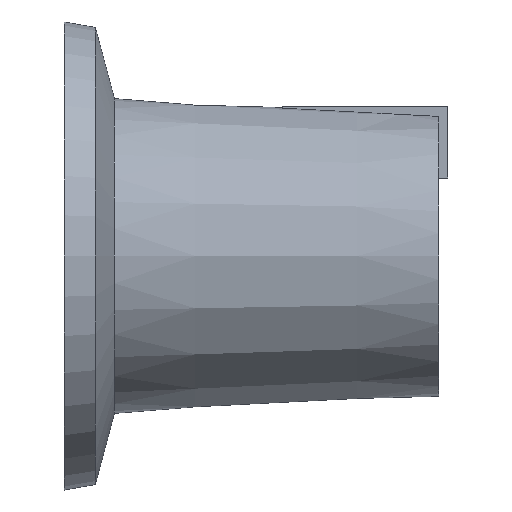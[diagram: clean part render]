
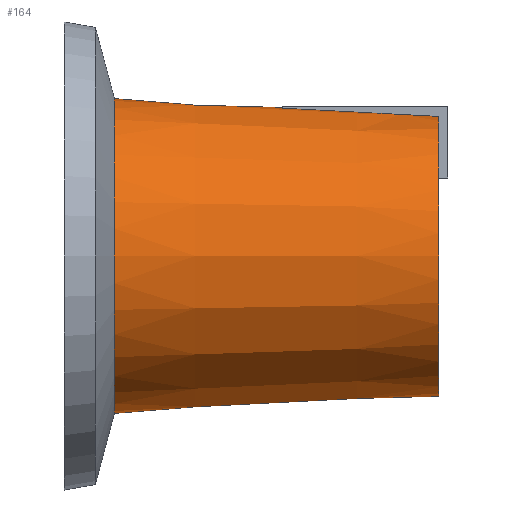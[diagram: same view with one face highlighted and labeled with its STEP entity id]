
A CAD part, left-side view. The second image highlights one B-rep face of the part: STEP entity #164.
In plain terms, the highlighted conical face has half-angle 3 degrees and reference radius 5.045 mm.
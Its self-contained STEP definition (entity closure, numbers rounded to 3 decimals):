
#97 = CONICAL_SURFACE('',#98,7.324,1.309);
#98 = AXIS2_PLACEMENT_3D('',#99,#100,#101);
#99 = CARTESIAN_POINT('',(0.,-1.,0.));
#100 = DIRECTION('',(0.,1.,0.));
#101 = DIRECTION('',(-1.,0.,0.));
#115 = VERTEX_POINT('',#116);
#116 = CARTESIAN_POINT('',(-5.044,-1.611,0.));
#137 = EDGE_CURVE('',#115,#115,#138,.T.);
#138 = SURFACE_CURVE('',#139,(#144,#151),.PCURVE_S1.);
#139 = CIRCLE('',#140,5.044);
#140 = AXIS2_PLACEMENT_3D('',#141,#142,#143);
#141 = CARTESIAN_POINT('',(0.,-1.611,0.));
#142 = DIRECTION('',(0.,1.,-0.));
#143 = DIRECTION('',(-1.,0.,0.));
#144 = PCURVE('',#97,#145);
#145 = DEFINITIONAL_REPRESENTATION('',(#146),#150);
#146 = LINE('',#147,#148);
#147 = CARTESIAN_POINT('',(0.,-0.611));
#148 = VECTOR('',#149,1.);
#149 = DIRECTION('',(1.,-0.));
#150 = ( GEOMETRIC_REPRESENTATION_CONTEXT(2) 
PARAMETRIC_REPRESENTATION_CONTEXT() REPRESENTATION_CONTEXT('2D SPACE',''
  ) );
#151 = PCURVE('',#152,#157);
#152 = CONICAL_SURFACE('',#153,5.044,0.052);
#153 = AXIS2_PLACEMENT_3D('',#154,#155,#156);
#154 = CARTESIAN_POINT('',(0.,-1.611,0.));
#155 = DIRECTION('',(0.,1.,0.));
#156 = DIRECTION('',(-1.,0.,0.));
#157 = DEFINITIONAL_REPRESENTATION('',(#158),#162);
#158 = LINE('',#159,#160);
#159 = CARTESIAN_POINT('',(0.,-0.));
#160 = VECTOR('',#161,1.);
#161 = DIRECTION('',(1.,-0.));
#162 = ( GEOMETRIC_REPRESENTATION_CONTEXT(2) 
PARAMETRIC_REPRESENTATION_CONTEXT() REPRESENTATION_CONTEXT('2D SPACE',''
  ) );
#164 = ADVANCED_FACE('',(#165),#152,.T.);
#165 = FACE_BOUND('',#166,.F.);
#166 = EDGE_LOOP('',(#167,#190,#191,#192,#221,#256,#289,#324));
#167 = ORIENTED_EDGE('',*,*,#168,.F.);
#168 = EDGE_CURVE('',#115,#169,#171,.T.);
#169 = VERTEX_POINT('',#170);
#170 = CARTESIAN_POINT('',(-4.5,-12.,0.));
#171 = SEAM_CURVE('',#172,(#176,#183),.PCURVE_S1.);
#172 = LINE('',#173,#174);
#173 = CARTESIAN_POINT('',(-5.044,-1.611,0.));
#174 = VECTOR('',#175,1.);
#175 = DIRECTION('',(0.052,-0.999,0.));
#176 = PCURVE('',#152,#177);
#177 = DEFINITIONAL_REPRESENTATION('',(#178),#182);
#178 = LINE('',#179,#180);
#179 = CARTESIAN_POINT('',(0.,-0.));
#180 = VECTOR('',#181,1.);
#181 = DIRECTION('',(0.,-1.));
#182 = ( GEOMETRIC_REPRESENTATION_CONTEXT(2) 
PARAMETRIC_REPRESENTATION_CONTEXT() REPRESENTATION_CONTEXT('2D SPACE',''
  ) );
#183 = PCURVE('',#152,#184);
#184 = DEFINITIONAL_REPRESENTATION('',(#185),#189);
#185 = LINE('',#186,#187);
#186 = CARTESIAN_POINT('',(6.283,-0.));
#187 = VECTOR('',#188,1.);
#188 = DIRECTION('',(0.,-1.));
#189 = ( GEOMETRIC_REPRESENTATION_CONTEXT(2) 
PARAMETRIC_REPRESENTATION_CONTEXT() REPRESENTATION_CONTEXT('2D SPACE',''
  ) );
#190 = ORIENTED_EDGE('',*,*,#137,.T.);
#191 = ORIENTED_EDGE('',*,*,#168,.T.);
#192 = ORIENTED_EDGE('',*,*,#193,.F.);
#193 = EDGE_CURVE('',#194,#169,#196,.T.);
#194 = VERTEX_POINT('',#195);
#195 = CARTESIAN_POINT('',(0.5,-12.,4.472));
#196 = SURFACE_CURVE('',#197,(#202,#209),.PCURVE_S1.);
#197 = CIRCLE('',#198,4.5);
#198 = AXIS2_PLACEMENT_3D('',#199,#200,#201);
#199 = CARTESIAN_POINT('',(0.,-12.,0.));
#200 = DIRECTION('',(0.,1.,-0.));
#201 = DIRECTION('',(-1.,0.,0.));
#202 = PCURVE('',#152,#203);
#203 = DEFINITIONAL_REPRESENTATION('',(#204),#208);
#204 = LINE('',#205,#206);
#205 = CARTESIAN_POINT('',(0.,-10.389));
#206 = VECTOR('',#207,1.);
#207 = DIRECTION('',(1.,-0.));
#208 = ( GEOMETRIC_REPRESENTATION_CONTEXT(2) 
PARAMETRIC_REPRESENTATION_CONTEXT() REPRESENTATION_CONTEXT('2D SPACE',''
  ) );
#209 = PCURVE('',#210,#215);
#210 = PLANE('',#211);
#211 = AXIS2_PLACEMENT_3D('',#212,#213,#214);
#212 = CARTESIAN_POINT('',(0.,-12.,0.));
#213 = DIRECTION('',(0.,1.,0.));
#214 = DIRECTION('',(-1.,0.,0.));
#215 = DEFINITIONAL_REPRESENTATION('',(#216),#220);
#216 = CIRCLE('',#217,4.5);
#217 = AXIS2_PLACEMENT_2D('',#218,#219);
#218 = CARTESIAN_POINT('',(0.,0.));
#219 = DIRECTION('',(1.,0.));
#220 = ( GEOMETRIC_REPRESENTATION_CONTEXT(2) 
PARAMETRIC_REPRESENTATION_CONTEXT() REPRESENTATION_CONTEXT('2D SPACE',''
  ) );
#221 = ORIENTED_EDGE('',*,*,#222,.F.);
#222 = EDGE_CURVE('',#223,#194,#225,.T.);
#223 = VERTEX_POINT('',#224);
#224 = CARTESIAN_POINT('',(0.5,-7.,4.736));
#225 = SURFACE_CURVE('',#226,(#231,#244),.PCURVE_S1.);
#226 = HYPERBOLA('',#227,9.541,0.5);
#227 = AXIS2_PLACEMENT_3D('',#228,#229,#230);
#228 = CARTESIAN_POINT('',(0.5,-97.865,0.));
#229 = DIRECTION('',(-1.,0.,0.));
#230 = DIRECTION('',(0.,1.,0.));
#231 = PCURVE('',#152,#232);
#232 = DEFINITIONAL_REPRESENTATION('',(#233),#243);
#233 = B_SPLINE_CURVE_WITH_KNOTS('',8,(#234,#235,#236,#237,#238,#239,
    #240,#241,#242),.UNSPECIFIED.,.F.,.F.,(9,9),(-2.95,
    -2.887),.PIECEWISE_BEZIER_KNOTS.);
#234 = CARTESIAN_POINT('',(1.675,-4.889));
#235 = CARTESIAN_POINT('',(1.676,-5.599));
#236 = CARTESIAN_POINT('',(1.677,-6.302));
#237 = CARTESIAN_POINT('',(1.678,-6.998));
#238 = CARTESIAN_POINT('',(1.679,-7.689));
#239 = CARTESIAN_POINT('',(1.68,-8.373));
#240 = CARTESIAN_POINT('',(1.68,-9.051));
#241 = CARTESIAN_POINT('',(1.681,-9.723));
#242 = CARTESIAN_POINT('',(1.682,-10.389));
#243 = ( GEOMETRIC_REPRESENTATION_CONTEXT(2) 
PARAMETRIC_REPRESENTATION_CONTEXT() REPRESENTATION_CONTEXT('2D SPACE',''
  ) );
#244 = PCURVE('',#245,#250);
#245 = PLANE('',#246);
#246 = AXIS2_PLACEMENT_3D('',#247,#248,#249);
#247 = CARTESIAN_POINT('',(0.5,-12.,7.5));
#248 = DIRECTION('',(-1.,0.,0.));
#249 = DIRECTION('',(0.,0.,-1.));
#250 = DEFINITIONAL_REPRESENTATION('',(#251),#255);
#251 = HYPERBOLA('',#252,9.541,0.5);
#252 = AXIS2_PLACEMENT_2D('',#253,#254);
#253 = CARTESIAN_POINT('',(7.5,85.865));
#254 = DIRECTION('',(0.,-1.));
#255 = ( GEOMETRIC_REPRESENTATION_CONTEXT(2) 
PARAMETRIC_REPRESENTATION_CONTEXT() REPRESENTATION_CONTEXT('2D SPACE',''
  ) );
#256 = ORIENTED_EDGE('',*,*,#257,.T.);
#257 = EDGE_CURVE('',#223,#258,#260,.T.);
#258 = VERTEX_POINT('',#259);
#259 = CARTESIAN_POINT('',(-0.5,-7.,4.736));
#260 = SURFACE_CURVE('',#261,(#266,#273),.PCURVE_S1.);
#261 = CIRCLE('',#262,4.762);
#262 = AXIS2_PLACEMENT_3D('',#263,#264,#265);
#263 = CARTESIAN_POINT('',(0.,-7.,0.));
#264 = DIRECTION('',(-0.,-1.,-0.));
#265 = DIRECTION('',(-1.,0.,0.));
#266 = PCURVE('',#152,#267);
#267 = DEFINITIONAL_REPRESENTATION('',(#268),#272);
#268 = LINE('',#269,#270);
#269 = CARTESIAN_POINT('',(6.283,-5.389));
#270 = VECTOR('',#271,1.);
#271 = DIRECTION('',(-1.,-0.));
#272 = ( GEOMETRIC_REPRESENTATION_CONTEXT(2) 
PARAMETRIC_REPRESENTATION_CONTEXT() REPRESENTATION_CONTEXT('2D SPACE',''
  ) );
#273 = PCURVE('',#274,#279);
#274 = PLANE('',#275);
#275 = AXIS2_PLACEMENT_3D('',#276,#277,#278);
#276 = CARTESIAN_POINT('',(0.,-7.,5.));
#277 = DIRECTION('',(0.,1.,0.));
#278 = DIRECTION('',(0.,0.,1.));
#279 = DEFINITIONAL_REPRESENTATION('',(#280),#288);
#280 = ( BOUNDED_CURVE() B_SPLINE_CURVE(2,(#281,#282,#283,#284,#285,#286
,#287),.UNSPECIFIED.,.T.,.F.) B_SPLINE_CURVE_WITH_KNOTS((1,2,2,2,2,1),(
    -2.094,0.,2.094,4.189,6.283,
8.378),.UNSPECIFIED.) CURVE() GEOMETRIC_REPRESENTATION_ITEM() 
RATIONAL_B_SPLINE_CURVE((1.,0.5,1.,0.5,1.,0.5,1.)) REPRESENTATION_ITEM(
  '') );
#281 = CARTESIAN_POINT('',(-5.,-4.762));
#282 = CARTESIAN_POINT('',(-13.248,-4.762));
#283 = CARTESIAN_POINT('',(-9.124,2.381));
#284 = CARTESIAN_POINT('',(-5.,9.524));
#285 = CARTESIAN_POINT('',(-0.876,2.381));
#286 = CARTESIAN_POINT('',(3.248,-4.762));
#287 = CARTESIAN_POINT('',(-5.,-4.762));
#288 = ( GEOMETRIC_REPRESENTATION_CONTEXT(2) 
PARAMETRIC_REPRESENTATION_CONTEXT() REPRESENTATION_CONTEXT('2D SPACE',''
  ) );
#289 = ORIENTED_EDGE('',*,*,#290,.F.);
#290 = EDGE_CURVE('',#291,#258,#293,.T.);
#291 = VERTEX_POINT('',#292);
#292 = CARTESIAN_POINT('',(-0.5,-12.,4.472));
#293 = SURFACE_CURVE('',#294,(#299,#312),.PCURVE_S1.);
#294 = HYPERBOLA('',#295,9.541,0.5);
#295 = AXIS2_PLACEMENT_3D('',#296,#297,#298);
#296 = CARTESIAN_POINT('',(-0.5,-97.865,0.));
#297 = DIRECTION('',(1.,0.,0.));
#298 = DIRECTION('',(0.,1.,0.));
#299 = PCURVE('',#152,#300);
#300 = DEFINITIONAL_REPRESENTATION('',(#301),#311);
#301 = B_SPLINE_CURVE_WITH_KNOTS('',8,(#302,#303,#304,#305,#306,#307,
    #308,#309,#310),.UNSPECIFIED.,.F.,.F.,(9,9),(2.887,
    2.95),.PIECEWISE_BEZIER_KNOTS.);
#302 = CARTESIAN_POINT('',(1.459,-10.389));
#303 = CARTESIAN_POINT('',(1.46,-9.723));
#304 = CARTESIAN_POINT('',(1.461,-9.051));
#305 = CARTESIAN_POINT('',(1.462,-8.373));
#306 = CARTESIAN_POINT('',(1.463,-7.689));
#307 = CARTESIAN_POINT('',(1.464,-6.998));
#308 = CARTESIAN_POINT('',(1.465,-6.302));
#309 = CARTESIAN_POINT('',(1.465,-5.599));
#310 = CARTESIAN_POINT('',(1.466,-4.889));
#311 = ( GEOMETRIC_REPRESENTATION_CONTEXT(2) 
PARAMETRIC_REPRESENTATION_CONTEXT() REPRESENTATION_CONTEXT('2D SPACE',''
  ) );
#312 = PCURVE('',#313,#318);
#313 = PLANE('',#314);
#314 = AXIS2_PLACEMENT_3D('',#315,#316,#317);
#315 = CARTESIAN_POINT('',(-0.5,-12.,2.5));
#316 = DIRECTION('',(1.,0.,0.));
#317 = DIRECTION('',(0.,0.,1.));
#318 = DEFINITIONAL_REPRESENTATION('',(#319),#323);
#319 = HYPERBOLA('',#320,9.541,0.5);
#320 = AXIS2_PLACEMENT_2D('',#321,#322);
#321 = CARTESIAN_POINT('',(-2.5,85.865));
#322 = DIRECTION('',(0.,-1.));
#323 = ( GEOMETRIC_REPRESENTATION_CONTEXT(2) 
PARAMETRIC_REPRESENTATION_CONTEXT() REPRESENTATION_CONTEXT('2D SPACE',''
  ) );
#324 = ORIENTED_EDGE('',*,*,#325,.F.);
#325 = EDGE_CURVE('',#169,#291,#326,.T.);
#326 = SURFACE_CURVE('',#327,(#332,#339),.PCURVE_S1.);
#327 = CIRCLE('',#328,4.5);
#328 = AXIS2_PLACEMENT_3D('',#329,#330,#331);
#329 = CARTESIAN_POINT('',(0.,-12.,0.));
#330 = DIRECTION('',(0.,1.,-0.));
#331 = DIRECTION('',(-1.,0.,0.));
#332 = PCURVE('',#152,#333);
#333 = DEFINITIONAL_REPRESENTATION('',(#334),#338);
#334 = LINE('',#335,#336);
#335 = CARTESIAN_POINT('',(0.,-10.389));
#336 = VECTOR('',#337,1.);
#337 = DIRECTION('',(1.,-0.));
#338 = ( GEOMETRIC_REPRESENTATION_CONTEXT(2) 
PARAMETRIC_REPRESENTATION_CONTEXT() REPRESENTATION_CONTEXT('2D SPACE',''
  ) );
#339 = PCURVE('',#210,#340);
#340 = DEFINITIONAL_REPRESENTATION('',(#341),#345);
#341 = CIRCLE('',#342,4.5);
#342 = AXIS2_PLACEMENT_2D('',#343,#344);
#343 = CARTESIAN_POINT('',(0.,0.));
#344 = DIRECTION('',(1.,0.));
#345 = ( GEOMETRIC_REPRESENTATION_CONTEXT(2) 
PARAMETRIC_REPRESENTATION_CONTEXT() REPRESENTATION_CONTEXT('2D SPACE',''
  ) );
